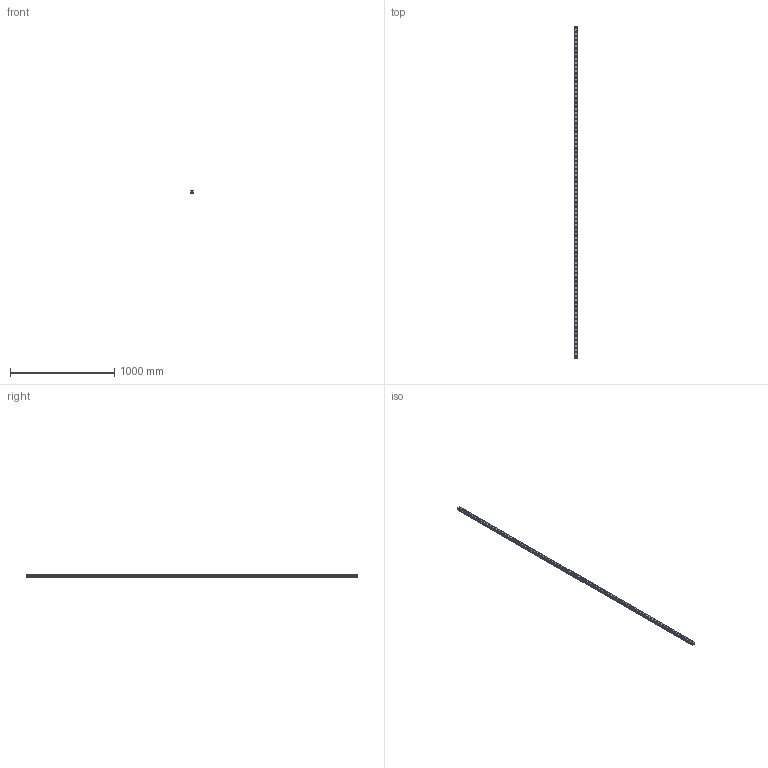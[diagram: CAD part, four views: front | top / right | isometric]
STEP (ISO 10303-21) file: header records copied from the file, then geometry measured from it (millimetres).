
FILE_DESCRIPTION(('STEP AP214'),'1');
FILE_NAME('cctmp_A9A428DC-587D-4B37-B055-573AE6932042_2021_03_11_13_23_39_0445..stp','2021-03-11T12:23:39',('HIWIN GmbH'),('CADClick - www.CADClick.com'),'Spatial InterOp 3D',' ','unknown authorization');
FILE_SCHEMA(('AUTOMOTIVE_DESIGN'));
Length unit declared in the file: millimetre
Products named in the file (1): RGR30R3190H_FILE
Bounding box: 28 x 3190 x 28 mm (x, y, z)
Volume: 1829956 mm3; surface area: 473328.5 mm2
Topology: 1 solids, 1 shells, 835 faces, 1767 edges, 1178 vertices
Faces by surface type: cylinder 498, plane 337
Entity records: 29601 total; most frequent: DIRECTION 4435, CARTESIAN_POINT 3781, ORIENTED_EDGE 3534, AXIS2_PLACEMENT_3D 1832, EDGE_CURVE 1767, VERTEX_POINT 1178, EDGE_LOOP 1079, CIRCLE 996
